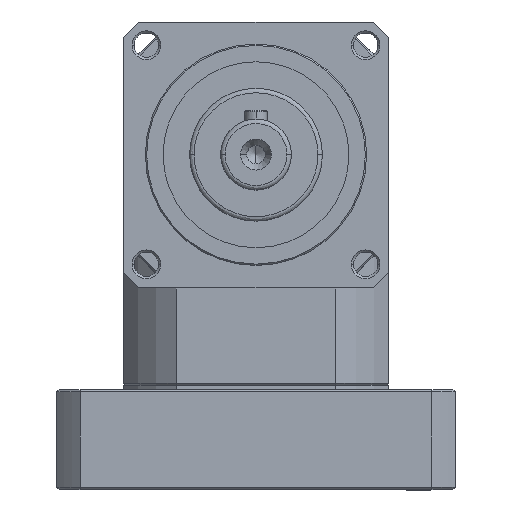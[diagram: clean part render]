
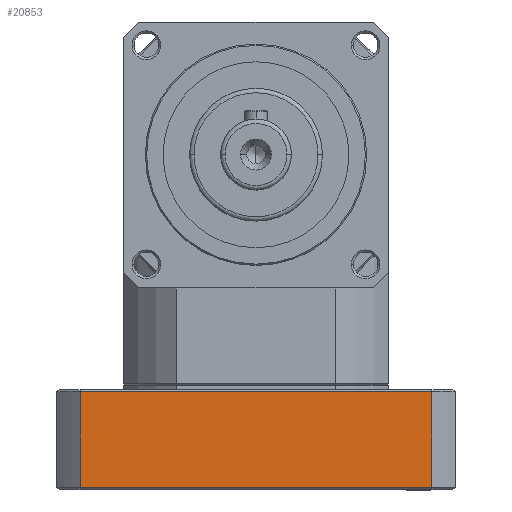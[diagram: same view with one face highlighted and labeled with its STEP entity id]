
A CAD part, top view. The second image highlights one B-rep face of the part: STEP entity #20853.
In plain terms, the highlighted face is planar.
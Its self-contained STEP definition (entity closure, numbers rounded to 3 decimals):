
#6 = EDGE_LOOP ( 'NONE', ( #3520, #14544, #12552, #11786 ) ) ;
#256 = LINE ( 'NONE', #786, #4420 ) ;
#786 = CARTESIAN_POINT ( 'NONE',  ( -39.686, -45., 3. ) ) ;
#2260 = VERTEX_POINT ( 'NONE', #13080 ) ;
#2898 = VECTOR ( 'NONE', #7806, 1000. ) ;
#3171 = CARTESIAN_POINT ( 'NONE',  ( 39.686, -45., 25. ) ) ;
#3361 = FACE_OUTER_BOUND ( 'NONE', #6, .T. ) ;
#3428 = PLANE ( 'NONE',  #16215 ) ;
#3520 = ORIENTED_EDGE ( 'NONE', *, *, #8307, .F. ) ;
#4373 = LINE ( 'NONE', #12943, #17977 ) ;
#4420 = VECTOR ( 'NONE', #11418, 1000. ) ;
#4915 = VERTEX_POINT ( 'NONE', #19781 ) ;
#6378 = VERTEX_POINT ( 'NONE', #19813 ) ;
#7075 = DIRECTION ( 'NONE',  ( 0., 1., 0. ) ) ;
#7626 = DIRECTION ( 'NONE',  ( 1., 0., 0. ) ) ;
#7806 = DIRECTION ( 'NONE',  ( -1., 0., 0. ) ) ;
#8307 = EDGE_CURVE ( 'NONE', #11171, #4915, #18787, .T. ) ;
#9389 = EDGE_CURVE ( 'NONE', #4915, #6378, #12397, .T. ) ;
#11171 = VERTEX_POINT ( 'NONE', #3171 ) ;
#11418 = DIRECTION ( 'NONE',  ( 0., 0., 1. ) ) ;
#11786 = ORIENTED_EDGE ( 'NONE', *, *, #9389, .F. ) ;
#12397 = LINE ( 'NONE', #21895, #2898 ) ;
#12552 = ORIENTED_EDGE ( 'NONE', *, *, #12644, .F. ) ;
#12644 = EDGE_CURVE ( 'NONE', #6378, #2260, #256, .T. ) ;
#12943 = CARTESIAN_POINT ( 'NONE',  ( 39.686, -45., 25. ) ) ;
#13080 = CARTESIAN_POINT ( 'NONE',  ( -39.686, -45., 25. ) ) ;
#14544 = ORIENTED_EDGE ( 'NONE', *, *, #19347, .F. ) ;
#15692 = DIRECTION ( 'NONE',  ( 0., 0., -1. ) ) ;
#16215 = AXIS2_PLACEMENT_3D ( 'NONE', #17720, #7075, #19449 ) ;
#17720 = CARTESIAN_POINT ( 'NONE',  ( 39.686, -45., 3. ) ) ;
#17977 = VECTOR ( 'NONE', #7626, 1000. ) ;
#18787 = LINE ( 'NONE', #20653, #22869 ) ;
#19347 = EDGE_CURVE ( 'NONE', #2260, #11171, #4373, .T. ) ;
#19449 = DIRECTION ( 'NONE',  ( -1., 0., 0. ) ) ;
#19781 = CARTESIAN_POINT ( 'NONE',  ( 39.686, -45., 3.5 ) ) ;
#19813 = CARTESIAN_POINT ( 'NONE',  ( -39.686, -45., 3.5 ) ) ;
#20653 = CARTESIAN_POINT ( 'NONE',  ( 39.686, -45., 3. ) ) ;
#20853 = ADVANCED_FACE ( 'NONE', ( #3361 ), #3428, .F. ) ;
#21895 = CARTESIAN_POINT ( 'NONE',  ( 32.714, -45., 3.5 ) ) ;
#22869 = VECTOR ( 'NONE', #15692, 1000. ) ;
